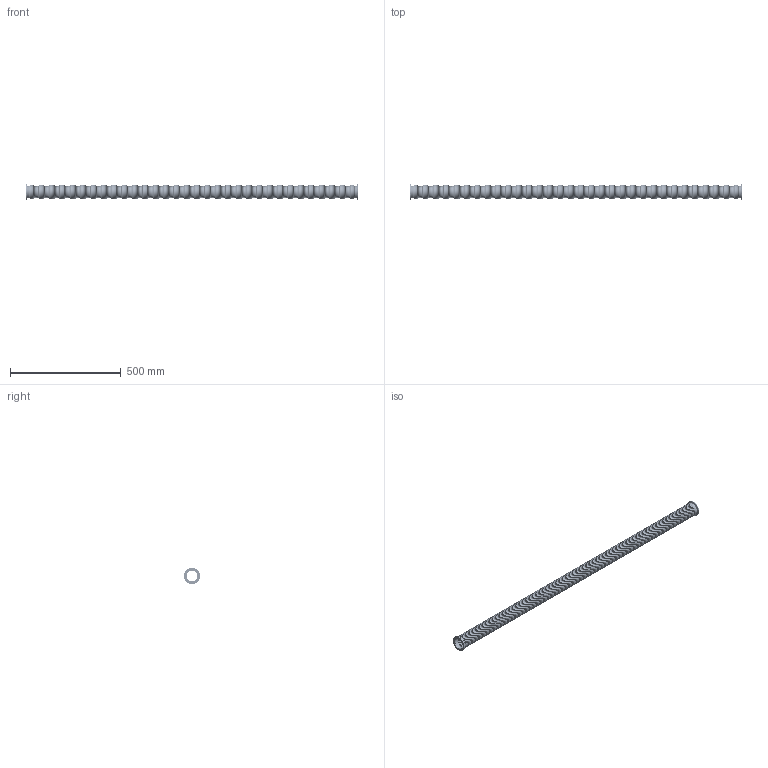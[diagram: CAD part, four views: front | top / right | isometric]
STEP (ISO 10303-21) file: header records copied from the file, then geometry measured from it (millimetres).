
FILE_DESCRIPTION (( 'STEP AP214' ), '1' );
FILE_NAME ('120SWD050-1500.stp', '2017-06-07T10:06:35', ( '' ), ( '' ), 'SwSTEP 2.0', 'SolidWorks 2015', '' );
FILE_SCHEMA (( 'AUTOMOTIVE_DESIGN' ));
Length unit declared in the file: millimetre
Products named in the file (1): 120SWD050-1500
Bounding box: 1500 x 75 x 75 mm (x, y, z)
Volume: 198244.1 mm3; surface area: 1673981.3 mm2
Topology: 3 solids, 3 shells, 8284 faces, 16570 edges, 9470 vertices
Faces by surface type: torus 4716, cylinder 2380, plane 1184, cone 4
Entity records: 308948 total; most frequent: DIRECTION 47326, CARTESIAN_POINT 34325, ORIENTED_EDGE 33140, AXIS2_PLACEMENT_3D 22471, EDGE_CURVE 16570, CIRCLE 14186, VERTEX_POINT 9470, EDGE_LOOP 9468
